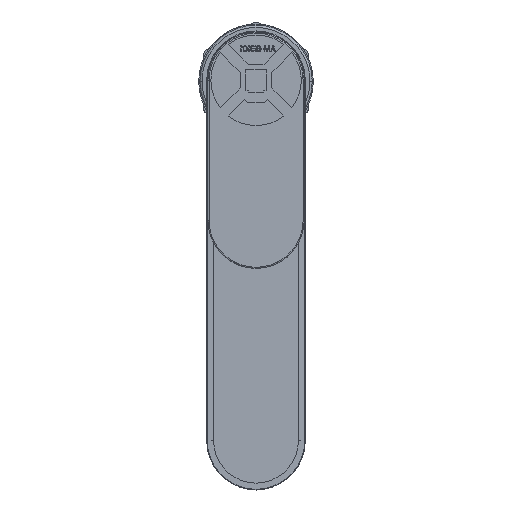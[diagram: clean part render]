
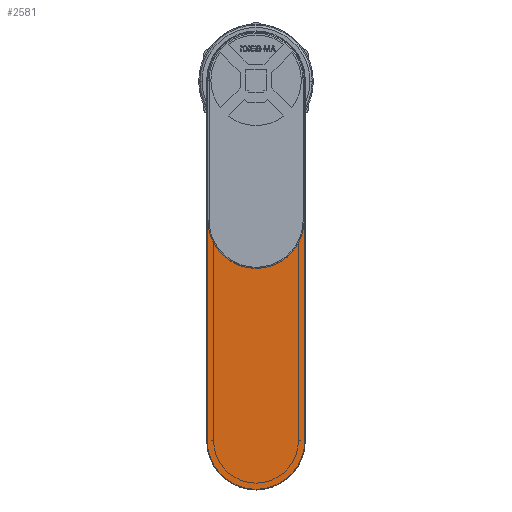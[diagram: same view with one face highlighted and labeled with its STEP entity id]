
A CAD part, top view. The second image highlights one B-rep face of the part: STEP entity #2581.
In plain terms, the highlighted planar face has unit normal (0, 0, 1).
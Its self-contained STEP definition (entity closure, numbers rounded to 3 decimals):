
#174=CARTESIAN_POINT('',(0.,0.,255.));
#175=DIRECTION('',(0.,0.,-1.));
#176=DIRECTION('',(0.,-1.,0.));
#177=AXIS2_PLACEMENT_3D('',#174,#175,#176);
#179=CARTESIAN_POINT('',(0.,0.,255.));
#180=DIRECTION('',(0.,0.,-1.));
#181=DIRECTION('',(0.,1.,0.));
#182=AXIS2_PLACEMENT_3D('',#179,#180,#181);
#184=CARTESIAN_POINT('',(0.,0.,255.));
#185=DIRECTION('',(0.,0.,-1.));
#186=DIRECTION('',(-1.,0.,0.));
#187=AXIS2_PLACEMENT_3D('',#184,#185,#186);
#189=DIRECTION('',(0.,-1.,0.));
#190=VECTOR('',#189,157.);
#191=CARTESIAN_POINT('',(21.2,0.,255.));
#192=LINE('',#191,#190);
#193=CARTESIAN_POINT('',(0.,-157.,255.));
#194=DIRECTION('',(0.,0.,-1.));
#195=DIRECTION('',(1.,0.,0.));
#196=AXIS2_PLACEMENT_3D('',#193,#194,#195);
#198=DIRECTION('',(0.,1.,0.));
#199=VECTOR('',#198,157.);
#200=CARTESIAN_POINT('',(-21.2,-157.,255.));
#201=LINE('',#200,#199);
#1968=CARTESIAN_POINT('',(0.,-18.55,255.));
#1969=CARTESIAN_POINT('',(0.,18.55,255.));
#1970=VERTEX_POINT('',#1968);
#1971=VERTEX_POINT('',#1969);
#2015=CARTESIAN_POINT('',(-21.2,0.,255.));
#2016=CARTESIAN_POINT('',(21.2,0.,255.));
#2017=VERTEX_POINT('',#2015);
#2018=VERTEX_POINT('',#2016);
#2080=CARTESIAN_POINT('',(21.2,-157.,255.));
#2081=CARTESIAN_POINT('',(-21.2,-157.,255.));
#2082=VERTEX_POINT('',#2080);
#2083=VERTEX_POINT('',#2081);
#2563=CARTESIAN_POINT('',(0.,0.,255.));
#2564=DIRECTION('',(0.,0.,1.));
#2565=DIRECTION('',(1.,0.,0.));
#2566=AXIS2_PLACEMENT_3D('',#2563,#2564,#2565);
#2567=PLANE('',#2566);
#2568=ORIENTED_EDGE('',*,*,#2276,.T.);
#2569=ORIENTED_EDGE('',*,*,#2292,.T.);
#2571=ORIENTED_EDGE('',*,*,#2570,.T.);
#2572=ORIENTED_EDGE('',*,*,#2555,.T.);
#2573=EDGE_LOOP('',(#2568,#2569,#2571,#2572));
#2574=FACE_OUTER_BOUND('',#2573,.F.);
#2576=ORIENTED_EDGE('',*,*,#2575,.F.);
#2578=ORIENTED_EDGE('',*,*,#2577,.F.);
#2579=EDGE_LOOP('',(#2576,#2578));
#2580=FACE_BOUND('',#2579,.F.);
#2581=ADVANCED_FACE('',(#2574,#2580),#2567,.T.);
#178=CIRCLE('',#177,18.55);
#183=CIRCLE('',#182,18.55);
#188=CIRCLE('',#187,21.2);
#197=CIRCLE('',#196,21.2);
#2276=EDGE_CURVE('',#2017,#2018,#188,.T.);
#2292=EDGE_CURVE('',#2018,#2082,#192,.T.);
#2555=EDGE_CURVE('',#2083,#2017,#201,.T.);
#2570=EDGE_CURVE('',#2082,#2083,#197,.T.);
#2575=EDGE_CURVE('',#1970,#1971,#178,.T.);
#2577=EDGE_CURVE('',#1971,#1970,#183,.T.);
